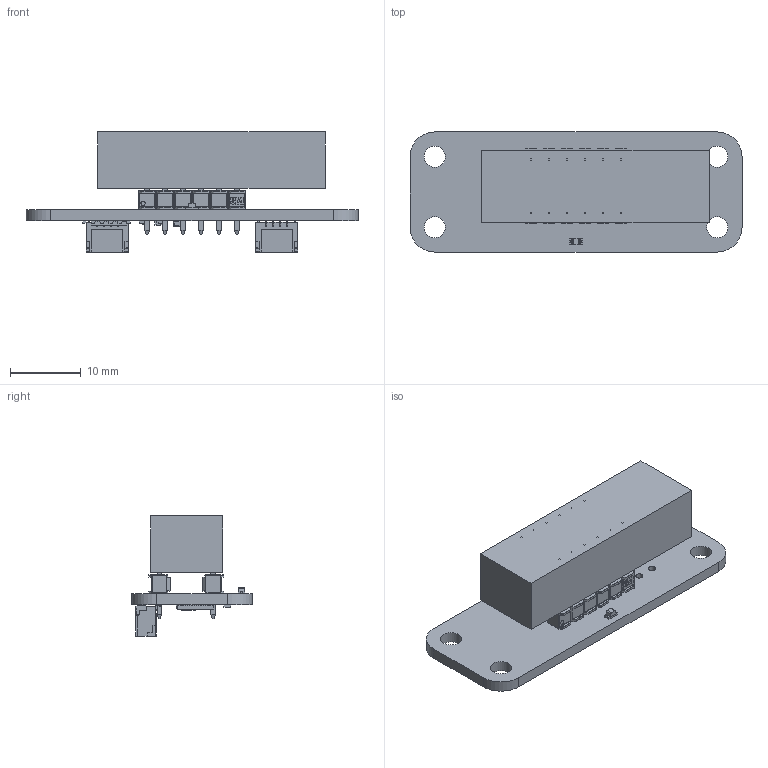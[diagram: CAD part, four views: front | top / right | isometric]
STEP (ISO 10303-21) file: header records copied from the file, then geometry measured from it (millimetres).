
FILE_DESCRIPTION(('Open CASCADE Model'),'2;1');
FILE_NAME('Open CASCADE Shape Model','2025-04-16T12:38:30',('Author'),( 'Open CASCADE'),'Open CASCADE STEP processor 7.5','Open CASCADE 7.5' ,'Unknown');
FILE_SCHEMA(('AUTOMOTIVE_DESIGN { 1 0 10303 214 1 1 1 1 }'));
Length unit declared in the file: millimetre
Products named in the file (51): PCB; Board; Open CASCADE STEP translator 7.5 19.1.1; STAT1; 0603 LED Green; Solid1; Solid4; R4; 6823470560; Extruded; 6823463200; R12; User Library-R SMD 0402; User Library-R SMD 0402_0402 BODY; User Library-R SMD 0402_0402 PAD; User Library-R SMD 0402_0402 OPIS; R11; R10; R9; R8; R7; R6; R5; J21; Conn_3M_929705-11-06-I_eec; plastic; pins; logo; J11; U; DUELink-U-Connector-BM04B-SRSS-TB; D; DUELink-Connector-BM04B-SRSS-TB; C2; 0805 SMD Capacitor; C1; 6708356208; 6708356048; Free-Models; STM32-QFN32 ...
Assembly tree (61 placements, depth 4):
  PCB
    Board
      Open CASCADE STEP translator 7.5 19.1.1
    STAT1
      0603 LED Green
        Solid1
        Solid4
        Solid1
        Solid1
        Solid4
        Solid1
        Solid1
        Solid1
    R4
      6823470560  x2
        Extruded
      6823463200
        Extruded
    R12
      User Library-R SMD 0402
        User Library-R SMD 0402_0402 BODY
        User Library-R SMD 0402_0402 PAD  x2
        User Library-R SMD 0402_0402 OPIS
    R11
      User Library-R SMD 0402
        User Library-R SMD 0402_0402 BODY
        User Library-R SMD 0402_0402 PAD  x2
        User Library-R SMD 0402_0402 OPIS
    R10
      User Library-R SMD 0402
        User Library-R SMD 0402_0402 BODY
        User Library-R SMD 0402_0402 PAD  x2
        User Library-R SMD 0402_0402 OPIS
    R9
      User Library-R SMD 0402
        User Library-R SMD 0402_0402 BODY
        User Library-R SMD 0402_0402 PAD  x2
        User Library-R SMD 0402_0402 OPIS
    R8
      User Library-R SMD 0402
        User Library-R SMD 0402_0402 BODY
        User Library-R SMD 0402_0402 PAD  x2
        User Library-R SMD 0402_0402 OPIS
    R7
      User Library-R SMD 0402
        User Library-R SMD 0402_0402 BODY
        User Library-R SMD 0402_0402 PAD  x2
        User Library-R SMD 0402_0402 OPIS
    R6
      User Library-R SMD 0402
        User Library-R SMD 0402_0402 BODY
        User Library-R SMD 0402_0402 PAD  x2
        User Library-R SMD 0402_0402 OPIS
    R5
      User Library-R SMD 0402
        User Library-R SMD 0402_0402 BODY
        User Library-R SMD 0402_0402 PAD  x2
        User Library-R SMD 0402_0402 OPIS
    J21
      Conn_3M_929705-11-06-I_eec
Bounding box: 47 x 17 x 17.02 mm (x, y, z)
Volume: 4189.9 mm3; surface area: 4559.7 mm2
Topology: 131 solids, 131 shells, 3481 faces, 9418 edges, 7692 vertices
Faces by surface type: plane 1844, cylinder 894, bspline 431, sphere 312
Full cylindrical faces by diameter (mm): 0.6 x2, 1.016 x2, 1.02 x12, 3 x4
Entity records: 78372 total; most frequent: CARTESIAN_POINT 20016, DIRECTION 10987, ORIENTED_EDGE 9346, LINE 4773, VECTOR 4773, EDGE_CURVE 4673, AXIS2_PLACEMENT_3D 3107, VERTEX_POINT 2856
